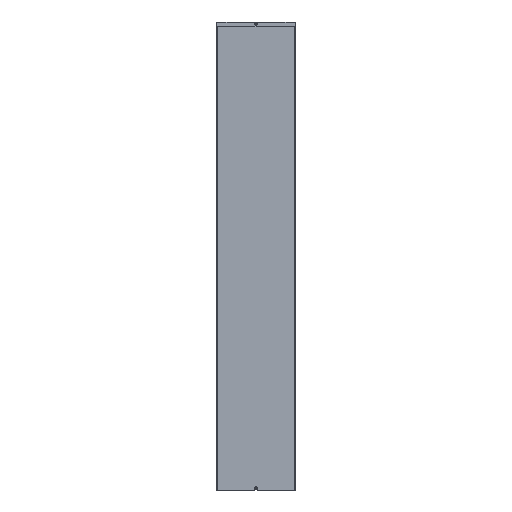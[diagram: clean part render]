
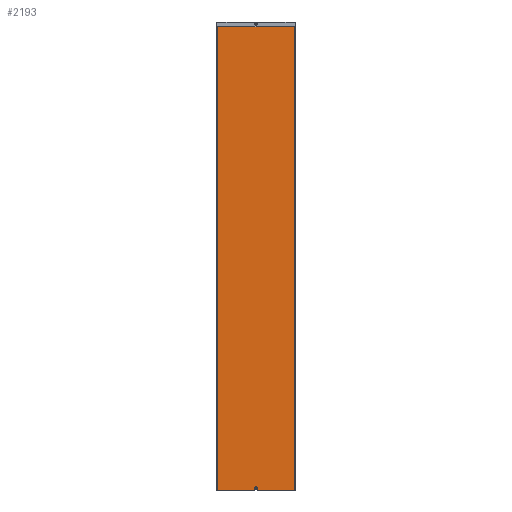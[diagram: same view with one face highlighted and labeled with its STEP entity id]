
A CAD part, front view. The second image highlights one B-rep face of the part: STEP entity #2193.
In plain terms, the highlighted planar face has unit normal (0, -1, 0).
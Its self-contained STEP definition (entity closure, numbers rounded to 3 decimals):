
#120 = CARTESIAN_POINT ( 'NONE',  ( 10.5, 0., -2968.5 ) ) ;
#135 = VERTEX_POINT ( 'NONE', #8008 ) ;
#227 = ORIENTED_EDGE ( 'NONE', *, *, #4239, .T. ) ;
#234 = FACE_OUTER_BOUND ( 'NONE', #2685, .T. ) ;
#349 = CARTESIAN_POINT ( 'NONE',  ( 249., 0., -2969. ) ) ;
#398 = CARTESIAN_POINT ( 'NONE',  ( -11.207, 0., -2969. ) ) ;
#431 = CARTESIAN_POINT ( 'NONE',  ( 0., 0., -2947.7 ) ) ;
#678 = CARTESIAN_POINT ( 'NONE',  ( -11.061, 0., -2968.854 ) ) ;
#718 = DIRECTION ( 'NONE',  ( 1., 0., 0. ) ) ;
#722 = CIRCLE ( 'NONE', #7732, 7.3 ) ;
#754 = CARTESIAN_POINT ( 'NONE',  ( 250., 0., 0. ) ) ;
#805 = CARTESIAN_POINT ( 'NONE',  ( -11.414, 0., -2969. ) ) ;
#892 = ORIENTED_EDGE ( 'NONE', *, *, #3820, .F. ) ;
#960 = DIRECTION ( 'NONE',  ( 1., 0., 0. ) ) ;
#1033 = VECTOR ( 'NONE', #5450, 1000. ) ;
#1082 = DIRECTION ( 'NONE',  ( 1., 0., 0. ) ) ;
#1142 = CARTESIAN_POINT ( 'NONE',  ( 11.414, 0., -2968.5 ) ) ;
#1168 = CARTESIAN_POINT ( 'NONE',  ( -250., 0., -2969. ) ) ;
#1229 = CARTESIAN_POINT ( 'NONE',  ( 249., 0., 0. ) ) ;
#1420 = VECTOR ( 'NONE', #7697, 1000. ) ;
#1594 = AXIS2_PLACEMENT_3D ( 'NONE', #5631, #6284, #6226 ) ;
#1672 = VECTOR ( 'NONE', #3328, 1000. ) ;
#1713 = VERTEX_POINT ( 'NONE', #805 ) ;
#1725 = CARTESIAN_POINT ( 'NONE',  ( 249., 0., -2969. ) ) ;
#1785 = ORIENTED_EDGE ( 'NONE', *, *, #3343, .T. ) ;
#1791 = VERTEX_POINT ( 'NONE', #120 ) ;
#1975 = EDGE_CURVE ( 'NONE', #3454, #135, #722, .T. ) ;
#1976 = CIRCLE ( 'NONE', #2671, 0.5 ) ;
#1992 = CARTESIAN_POINT ( 'NONE',  ( 10.5, 0., -2969. ) ) ;
#2024 = CARTESIAN_POINT ( 'NONE',  ( 0., 0., 0. ) ) ;
#2067 = VERTEX_POINT ( 'NONE', #7944 ) ;
#2077 = ORIENTED_EDGE ( 'NONE', *, *, #3229, .T. ) ;
#2193 = ADVANCED_FACE ( 'NONE', ( #4716, #234 ), #2723, .T. ) ;
#2217 = LINE ( 'NONE', #7672, #1672 ) ;
#2342 = VECTOR ( 'NONE', #960, 1000. ) ;
#2581 = CIRCLE ( 'NONE', #3979, 0.5 ) ;
#2586 = DIRECTION ( 'NONE',  ( 1., 0., 0. ) ) ;
#2589 = VECTOR ( 'NONE', #5432, 1000. ) ;
#2594 = CARTESIAN_POINT ( 'NONE',  ( 11.414, 0., -2969. ) ) ;
#2614 = DIRECTION ( 'NONE',  ( 1., 0., 0. ) ) ;
#2636 = DIRECTION ( 'NONE',  ( 0., 0., 1. ) ) ;
#2671 = AXIS2_PLACEMENT_3D ( 'NONE', #3867, #7621, #7539 ) ;
#2685 = EDGE_LOOP ( 'NONE', ( #3010, #2077, #1785, #6745, #8028, #4563, #892, #4720, #8158, #227, #3703, #4063, #5056 ) ) ;
#2723 = PLANE ( 'NONE',  #2760 ) ;
#2737 = LINE ( 'NONE', #754, #1420 ) ;
#2746 = CIRCLE ( 'NONE', #6461, 0.5 ) ;
#2760 = AXIS2_PLACEMENT_3D ( 'NONE', #2780, #3204, #2614 ) ;
#2780 = CARTESIAN_POINT ( 'NONE',  ( 250., 0., -2969. ) ) ;
#2856 = LINE ( 'NONE', #5477, #1033 ) ;
#2964 = EDGE_CURVE ( 'NONE', #135, #3454, #3870, .T. ) ;
#3010 = ORIENTED_EDGE ( 'NONE', *, *, #3054, .T. ) ;
#3054 = EDGE_CURVE ( 'NONE', #4470, #2067, #6121, .T. ) ;
#3204 = DIRECTION ( 'NONE',  ( 0., -1., 0. ) ) ;
#3229 = EDGE_CURVE ( 'NONE', #2067, #3803, #2746, .T. ) ;
#3328 = DIRECTION ( 'NONE',  ( 1., 0., 0. ) ) ;
#3343 = EDGE_CURVE ( 'NONE', #3803, #3994, #7875, .T. ) ;
#3418 = VERTEX_POINT ( 'NONE', #5293 ) ;
#3454 = VERTEX_POINT ( 'NONE', #431 ) ;
#3492 = EDGE_CURVE ( 'NONE', #3994, #6844, #6972, .T. ) ;
#3564 = EDGE_LOOP ( 'NONE', ( #5564, #5337 ) ) ;
#3645 = EDGE_CURVE ( 'NONE', #7324, #6844, #5544, .T. ) ;
#3703 = ORIENTED_EDGE ( 'NONE', *, *, #4411, .T. ) ;
#3757 = EDGE_CURVE ( 'NONE', #6433, #7324, #2737, .T. ) ;
#3803 = VERTEX_POINT ( 'NONE', #2594 ) ;
#3820 = EDGE_CURVE ( 'NONE', #5953, #6433, #2856, .T. ) ;
#3867 = CARTESIAN_POINT ( 'NONE',  ( -10.5, 0., -2969. ) ) ;
#3870 = CIRCLE ( 'NONE', #1594, 7.3 ) ;
#3927 = EDGE_CURVE ( 'NONE', #5953, #1713, #8140, .T. ) ;
#3979 = AXIS2_PLACEMENT_3D ( 'NONE', #1992, #6463, #2636 ) ;
#3994 = VERTEX_POINT ( 'NONE', #1725 ) ;
#4063 = ORIENTED_EDGE ( 'NONE', *, *, #4574, .T. ) ;
#4117 = DIRECTION ( 'NONE',  ( 0.707, 0., -0.707 ) ) ;
#4184 = EDGE_CURVE ( 'NONE', #1713, #5464, #7998, .T. ) ;
#4239 = EDGE_CURVE ( 'NONE', #5464, #3418, #4514, .T. ) ;
#4383 = CARTESIAN_POINT ( 'NONE',  ( 0., 0., -2955. ) ) ;
#4411 = EDGE_CURVE ( 'NONE', #3418, #5551, #1976, .T. ) ;
#4470 = VERTEX_POINT ( 'NONE', #4475 ) ;
#4475 = CARTESIAN_POINT ( 'NONE',  ( 10.854, 0., -2968.646 ) ) ;
#4514 = LINE ( 'NONE', #398, #2589 ) ;
#4563 = ORIENTED_EDGE ( 'NONE', *, *, #3757, .F. ) ;
#4574 = EDGE_CURVE ( 'NONE', #5551, #1791, #2217, .T. ) ;
#4593 = CARTESIAN_POINT ( 'NONE',  ( -11.414, 0., -2968.5 ) ) ;
#4615 = CARTESIAN_POINT ( 'NONE',  ( -249., 0., 0. ) ) ;
#4640 = VECTOR ( 'NONE', #1082, 1000. ) ;
#4669 = EDGE_CURVE ( 'NONE', #1791, #4470, #2581, .T. ) ;
#4715 = DIRECTION ( 'NONE',  ( 0., 0., 1. ) ) ;
#4716 = FACE_BOUND ( 'NONE', #3564, .T. ) ;
#4720 = ORIENTED_EDGE ( 'NONE', *, *, #3927, .T. ) ;
#4837 = CARTESIAN_POINT ( 'NONE',  ( 11.207, 0., -2969. ) ) ;
#4891 = DIRECTION ( 'NONE',  ( 0., 0., 1. ) ) ;
#5056 = ORIENTED_EDGE ( 'NONE', *, *, #4669, .T. ) ;
#5264 = CARTESIAN_POINT ( 'NONE',  ( -250., 0., -2969. ) ) ;
#5293 = CARTESIAN_POINT ( 'NONE',  ( -10.854, 0., -2968.646 ) ) ;
#5337 = ORIENTED_EDGE ( 'NONE', *, *, #2964, .T. ) ;
#5341 = DIRECTION ( 'NONE',  ( 0., 1., 0. ) ) ;
#5432 = DIRECTION ( 'NONE',  ( 0.707, 0., 0.707 ) ) ;
#5450 = DIRECTION ( 'NONE',  ( 0., 0., 1. ) ) ;
#5464 = VERTEX_POINT ( 'NONE', #678 ) ;
#5477 = CARTESIAN_POINT ( 'NONE',  ( -249., 0., -2969. ) ) ;
#5544 = LINE ( 'NONE', #6698, #2342 ) ;
#5551 = VERTEX_POINT ( 'NONE', #5811 ) ;
#5556 = VECTOR ( 'NONE', #4117, 1000. ) ;
#5564 = ORIENTED_EDGE ( 'NONE', *, *, #1975, .T. ) ;
#5631 = CARTESIAN_POINT ( 'NONE',  ( 0., 0., -2955. ) ) ;
#5811 = CARTESIAN_POINT ( 'NONE',  ( -10.5, 0., -2968.5 ) ) ;
#5953 = VERTEX_POINT ( 'NONE', #7400 ) ;
#6121 = LINE ( 'NONE', #4837, #5556 ) ;
#6202 = AXIS2_PLACEMENT_3D ( 'NONE', #4593, #7375, #6721 ) ;
#6226 = DIRECTION ( 'NONE',  ( 0., 0., 1. ) ) ;
#6284 = DIRECTION ( 'NONE',  ( 0., 1., 0. ) ) ;
#6299 = DIRECTION ( 'NONE',  ( 0., -1., 0. ) ) ;
#6433 = VERTEX_POINT ( 'NONE', #4615 ) ;
#6461 = AXIS2_PLACEMENT_3D ( 'NONE', #1142, #6299, #2586 ) ;
#6463 = DIRECTION ( 'NONE',  ( 0., 1., 0. ) ) ;
#6698 = CARTESIAN_POINT ( 'NONE',  ( -249., 0., 0. ) ) ;
#6718 = VECTOR ( 'NONE', #718, 1000. ) ;
#6721 = DIRECTION ( 'NONE',  ( 1., 0., 0. ) ) ;
#6745 = ORIENTED_EDGE ( 'NONE', *, *, #3492, .T. ) ;
#6844 = VERTEX_POINT ( 'NONE', #1229 ) ;
#6972 = LINE ( 'NONE', #349, #7628 ) ;
#7324 = VERTEX_POINT ( 'NONE', #2024 ) ;
#7375 = DIRECTION ( 'NONE',  ( 0., -1., 0. ) ) ;
#7400 = CARTESIAN_POINT ( 'NONE',  ( -249., 0., -2969. ) ) ;
#7539 = DIRECTION ( 'NONE',  ( 0., 0., 1. ) ) ;
#7621 = DIRECTION ( 'NONE',  ( 0., 1., 0. ) ) ;
#7628 = VECTOR ( 'NONE', #4891, 1000. ) ;
#7672 = CARTESIAN_POINT ( 'NONE',  ( -250., 0., -2968.5 ) ) ;
#7697 = DIRECTION ( 'NONE',  ( 1., 0., 0. ) ) ;
#7732 = AXIS2_PLACEMENT_3D ( 'NONE', #4383, #5341, #4715 ) ;
#7875 = LINE ( 'NONE', #5264, #6718 ) ;
#7944 = CARTESIAN_POINT ( 'NONE',  ( 11.061, 0., -2968.854 ) ) ;
#7998 = CIRCLE ( 'NONE', #6202, 0.5 ) ;
#8008 = CARTESIAN_POINT ( 'NONE',  ( 0., 0., -2962.3 ) ) ;
#8028 = ORIENTED_EDGE ( 'NONE', *, *, #3645, .F. ) ;
#8140 = LINE ( 'NONE', #1168, #4640 ) ;
#8158 = ORIENTED_EDGE ( 'NONE', *, *, #4184, .T. ) ;
